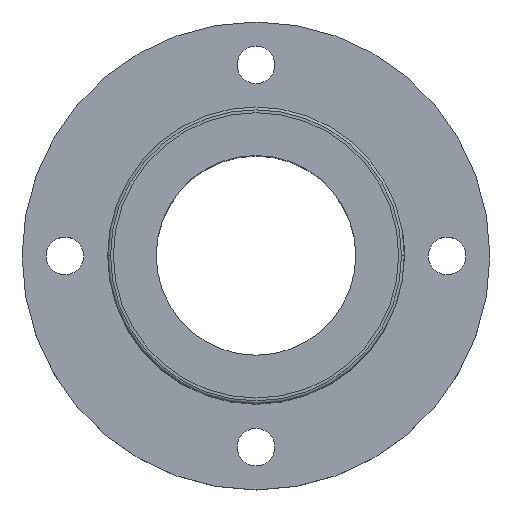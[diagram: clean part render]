
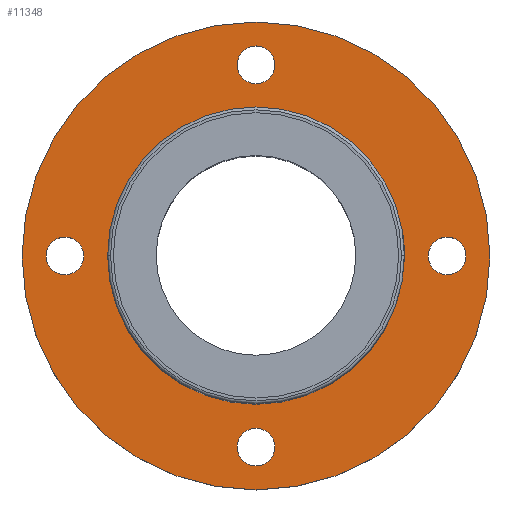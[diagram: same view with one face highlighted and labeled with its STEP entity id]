
A CAD part, top view. The second image highlights one B-rep face of the part: STEP entity #11348.
In plain terms, the highlighted planar face has unit normal (0, 0, 1).
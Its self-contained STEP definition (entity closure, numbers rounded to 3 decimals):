
#1 = ORIENTED_EDGE ( 'NONE', *, *, #9741, .T. ) ;
#402 = CIRCLE ( 'NONE', #7294, 3.3 ) ;
#440 = AXIS2_PLACEMENT_3D ( 'NONE', #10072, #8976, #4275 ) ;
#539 = CARTESIAN_POINT ( 'NONE',  ( 26., 0., 0. ) ) ;
#560 = DIRECTION ( 'NONE',  ( 0., 0., -1. ) ) ;
#577 = VERTEX_POINT ( 'NONE', #8310 ) ;
#604 = FACE_BOUND ( 'NONE', #613, .T. ) ;
#613 = EDGE_LOOP ( 'NONE', ( #7963, #10428 ) ) ;
#615 = CIRCLE ( 'NONE', #2580, 3.3 ) ;
#953 = VERTEX_POINT ( 'NONE', #539 ) ;
#1173 = DIRECTION ( 'NONE',  ( -1., 0., 0. ) ) ;
#1413 = DIRECTION ( 'NONE',  ( -1., 0., 0. ) ) ;
#1465 = DIRECTION ( 'NONE',  ( -1., 0., 0. ) ) ;
#1681 = DIRECTION ( 'NONE',  ( 0., 0., -1. ) ) ;
#1873 = CARTESIAN_POINT ( 'NONE',  ( -30.2, 0., 0. ) ) ;
#1896 = DIRECTION ( 'NONE',  ( 0., 0., -1. ) ) ;
#2039 = DIRECTION ( 'NONE',  ( 0., 0., -1. ) ) ;
#2082 = DIRECTION ( 'NONE',  ( -1., 0., 0. ) ) ;
#2209 = CARTESIAN_POINT ( 'NONE',  ( 0., 0., 0. ) ) ;
#2314 = EDGE_LOOP ( 'NONE', ( #6277, #7682 ) ) ;
#2342 = CIRCLE ( 'NONE', #4814, 41. ) ;
#2464 = VERTEX_POINT ( 'NONE', #3753 ) ;
#2580 = AXIS2_PLACEMENT_3D ( 'NONE', #14904, #1896, #8762 ) ;
#2711 = DIRECTION ( 'NONE',  ( 0., 0., -1. ) ) ;
#2773 = DIRECTION ( 'NONE',  ( -1., 0., 0. ) ) ;
#3054 = FACE_BOUND ( 'NONE', #3912, .T. ) ;
#3313 = CARTESIAN_POINT ( 'NONE',  ( 0., 0., 0. ) ) ;
#3652 = EDGE_CURVE ( 'NONE', #7868, #10907, #4370, .T. ) ;
#3734 = DIRECTION ( 'NONE',  ( 0., 0., -1. ) ) ;
#3753 = CARTESIAN_POINT ( 'NONE',  ( 3.3, 33.5, 0. ) ) ;
#3801 = EDGE_CURVE ( 'NONE', #14245, #953, #9556, .T. ) ;
#3912 = EDGE_LOOP ( 'NONE', ( #8276, #7543 ) ) ;
#3979 = ORIENTED_EDGE ( 'NONE', *, *, #3801, .F. ) ;
#4016 = CARTESIAN_POINT ( 'NONE',  ( -26., 0., 0. ) ) ;
#4137 = AXIS2_PLACEMENT_3D ( 'NONE', #7126, #15123, #4502 ) ;
#4275 = DIRECTION ( 'NONE',  ( -1., 0., 0. ) ) ;
#4327 = DIRECTION ( 'NONE',  ( -1., 0., 0. ) ) ;
#4369 = CARTESIAN_POINT ( 'NONE',  ( -3.3, -33.5, 0. ) ) ;
#4370 = CIRCLE ( 'NONE', #440, 3.3 ) ;
#4453 = CIRCLE ( 'NONE', #7661, 3.3 ) ;
#4502 = DIRECTION ( 'NONE',  ( 1., 0., 0. ) ) ;
#4814 = AXIS2_PLACEMENT_3D ( 'NONE', #3313, #15022, #2082 ) ;
#5464 = CARTESIAN_POINT ( 'NONE',  ( 0., 0., 0. ) ) ;
#5582 = DIRECTION ( 'NONE',  ( 0., 0., -1. ) ) ;
#5836 = CIRCLE ( 'NONE', #11775, 3.3 ) ;
#6024 = CARTESIAN_POINT ( 'NONE',  ( 41., 0., 0. ) ) ;
#6216 = ORIENTED_EDGE ( 'NONE', *, *, #11152, .F. ) ;
#6277 = ORIENTED_EDGE ( 'NONE', *, *, #7093, .T. ) ;
#6606 = PLANE ( 'NONE',  #12748 ) ;
#6789 = CIRCLE ( 'NONE', #15219, 41. ) ;
#6892 = EDGE_CURVE ( 'NONE', #577, #12327, #2342, .T. ) ;
#7093 = EDGE_CURVE ( 'NONE', #9328, #9441, #615, .T. ) ;
#7125 = DIRECTION ( 'NONE',  ( -1., 0., 0. ) ) ;
#7126 = CARTESIAN_POINT ( 'NONE',  ( 0., 0., 0. ) ) ;
#7171 = AXIS2_PLACEMENT_3D ( 'NONE', #2209, #13977, #12963 ) ;
#7278 = EDGE_LOOP ( 'NONE', ( #3979, #11019 ) ) ;
#7294 = AXIS2_PLACEMENT_3D ( 'NONE', #11389, #5582, #11313 ) ;
#7543 = ORIENTED_EDGE ( 'NONE', *, *, #12827, .T. ) ;
#7661 = AXIS2_PLACEMENT_3D ( 'NONE', #9816, #2711, #1413 ) ;
#7682 = ORIENTED_EDGE ( 'NONE', *, *, #14155, .T. ) ;
#7765 = FACE_BOUND ( 'NONE', #2314, .T. ) ;
#7781 = CARTESIAN_POINT ( 'NONE',  ( -3.3, 33.5, 0. ) ) ;
#7868 = VERTEX_POINT ( 'NONE', #4369 ) ;
#7910 = CIRCLE ( 'NONE', #7171, 26. ) ;
#7963 = ORIENTED_EDGE ( 'NONE', *, *, #8493, .T. ) ;
#8276 = ORIENTED_EDGE ( 'NONE', *, *, #14088, .T. ) ;
#8310 = CARTESIAN_POINT ( 'NONE',  ( -41., 0., 0. ) ) ;
#8397 = CARTESIAN_POINT ( 'NONE',  ( 36.8, 0., 0. ) ) ;
#8493 = EDGE_CURVE ( 'NONE', #10907, #7868, #9751, .T. ) ;
#8762 = DIRECTION ( 'NONE',  ( -1., 0., 0. ) ) ;
#8877 = VERTEX_POINT ( 'NONE', #7781 ) ;
#8976 = DIRECTION ( 'NONE',  ( 0., 0., -1. ) ) ;
#8998 = DIRECTION ( 'NONE',  ( -1., 0., 0. ) ) ;
#9136 = CIRCLE ( 'NONE', #9635, 3.3 ) ;
#9184 = DIRECTION ( 'NONE',  ( 0., 0., -1. ) ) ;
#9328 = VERTEX_POINT ( 'NONE', #8397 ) ;
#9441 = VERTEX_POINT ( 'NONE', #10167 ) ;
#9556 = CIRCLE ( 'NONE', #4137, 26. ) ;
#9635 = AXIS2_PLACEMENT_3D ( 'NONE', #11143, #560, #2773 ) ;
#9668 = CARTESIAN_POINT ( 'NONE',  ( 0., -33.5, 0. ) ) ;
#9741 = EDGE_CURVE ( 'NONE', #10169, #13927, #402, .T. ) ;
#9751 = CIRCLE ( 'NONE', #12490, 3.3 ) ;
#9816 = CARTESIAN_POINT ( 'NONE',  ( 0., 33.5, 0. ) ) ;
#10072 = CARTESIAN_POINT ( 'NONE',  ( 0., -33.5, 0. ) ) ;
#10167 = CARTESIAN_POINT ( 'NONE',  ( 30.2, 0., 0. ) ) ;
#10169 = VERTEX_POINT ( 'NONE', #1873 ) ;
#10428 = ORIENTED_EDGE ( 'NONE', *, *, #3652, .T. ) ;
#10536 = CARTESIAN_POINT ( 'NONE',  ( -36.8, 0., 0. ) ) ;
#10622 = ORIENTED_EDGE ( 'NONE', *, *, #11063, .T. ) ;
#10668 = CARTESIAN_POINT ( 'NONE',  ( 3.3, -33.5, 0. ) ) ;
#10907 = VERTEX_POINT ( 'NONE', #10668 ) ;
#11019 = ORIENTED_EDGE ( 'NONE', *, *, #13652, .F. ) ;
#11063 = EDGE_CURVE ( 'NONE', #13927, #10169, #15256, .T. ) ;
#11143 = CARTESIAN_POINT ( 'NONE',  ( 33.5, 0., 0. ) ) ;
#11152 = EDGE_CURVE ( 'NONE', #12327, #577, #6789, .T. ) ;
#11185 = FACE_BOUND ( 'NONE', #11408, .T. ) ;
#11283 = AXIS2_PLACEMENT_3D ( 'NONE', #11401, #2039, #1173 ) ;
#11313 = DIRECTION ( 'NONE',  ( -1., 0., 0. ) ) ;
#11348 = ADVANCED_FACE ( 'NONE', ( #12272, #13674, #3054, #11185, #604, #7765 ), #6606, .F. ) ;
#11377 = CARTESIAN_POINT ( 'NONE',  ( 0., 33.5, 0. ) ) ;
#11389 = CARTESIAN_POINT ( 'NONE',  ( -33.5, 0., 0. ) ) ;
#11401 = CARTESIAN_POINT ( 'NONE',  ( -33.5, 0., 0. ) ) ;
#11408 = EDGE_LOOP ( 'NONE', ( #1, #10622 ) ) ;
#11775 = AXIS2_PLACEMENT_3D ( 'NONE', #11377, #9184, #4327 ) ;
#12272 = FACE_BOUND ( 'NONE', #7278, .T. ) ;
#12327 = VERTEX_POINT ( 'NONE', #6024 ) ;
#12490 = AXIS2_PLACEMENT_3D ( 'NONE', #9668, #3734, #7125 ) ;
#12748 = AXIS2_PLACEMENT_3D ( 'NONE', #5464, #1681, #8998 ) ;
#12750 = EDGE_LOOP ( 'NONE', ( #6216, #13243 ) ) ;
#12827 = EDGE_CURVE ( 'NONE', #8877, #2464, #5836, .T. ) ;
#12963 = DIRECTION ( 'NONE',  ( 1., 0., 0. ) ) ;
#13232 = DIRECTION ( 'NONE',  ( 0., 0., -1. ) ) ;
#13243 = ORIENTED_EDGE ( 'NONE', *, *, #6892, .F. ) ;
#13652 = EDGE_CURVE ( 'NONE', #953, #14245, #7910, .T. ) ;
#13674 = FACE_OUTER_BOUND ( 'NONE', #12750, .T. ) ;
#13927 = VERTEX_POINT ( 'NONE', #10536 ) ;
#13977 = DIRECTION ( 'NONE',  ( 0., 0., 1. ) ) ;
#14088 = EDGE_CURVE ( 'NONE', #2464, #8877, #4453, .T. ) ;
#14155 = EDGE_CURVE ( 'NONE', #9441, #9328, #9136, .T. ) ;
#14245 = VERTEX_POINT ( 'NONE', #4016 ) ;
#14404 = CARTESIAN_POINT ( 'NONE',  ( 0., 0., 0. ) ) ;
#14904 = CARTESIAN_POINT ( 'NONE',  ( 33.5, 0., 0. ) ) ;
#15022 = DIRECTION ( 'NONE',  ( 0., 0., -1. ) ) ;
#15123 = DIRECTION ( 'NONE',  ( 0., 0., 1. ) ) ;
#15219 = AXIS2_PLACEMENT_3D ( 'NONE', #14404, #13232, #1465 ) ;
#15256 = CIRCLE ( 'NONE', #11283, 3.3 ) ;
